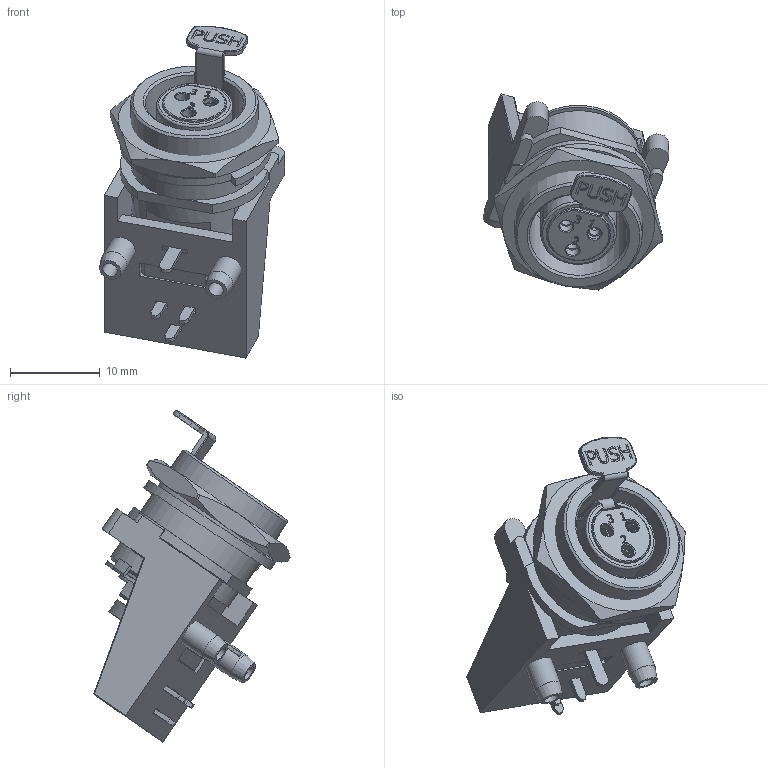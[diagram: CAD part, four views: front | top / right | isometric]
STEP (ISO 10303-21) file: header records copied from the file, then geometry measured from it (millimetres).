
FILE_DESCRIPTION((''),'2;1');
FILE_NAME('AG3FCCH.stp','2015-11-11T15:43:23',('minh'),(''),'Autodesk Inventor 2012','Autodesk Inventor 2012','');
FILE_SCHEMA(('AUTOMOTIVE_DESIGN { 1 0 10303 214 1 1 1 1 }'));
Length unit declared in the file: inch
Products named in the file (1): AG3FCCH_Shrinkwrap_1
Bounding box: 20.62 x 21.84 x 36.95 mm (x, y, z)
Surface area: 5091.3 mm2 (no closed solid volume)
Topology: 0 solids, 28 shells, 320 faces, 1440 edges, 1125 vertices
Faces by surface type: plane 171, cylinder 104, cone 26, torus 16, bspline 3
Full cylindrical faces by diameter (mm): 0.8 x1, 1.5 x7, 1.7 x2, 3 x2, 8.45 x1, 8.55 x1, 9.9 x1, 14 x1, 14.2 x1
Entity records: 15807 total; most frequent: CARTESIAN_POINT 4292, DIRECTION 2152, ORIENTED_EDGE 2067, EDGE_CURVE 1398, VERTEX_POINT 1104, VECTOR 830, LINE 830, AXIS2_PLACEMENT_3D 661
